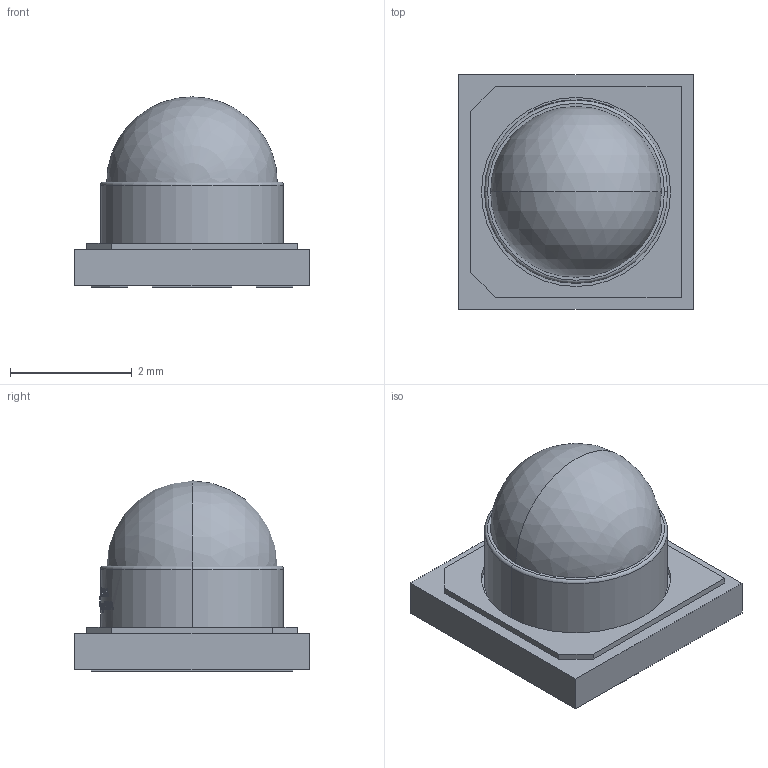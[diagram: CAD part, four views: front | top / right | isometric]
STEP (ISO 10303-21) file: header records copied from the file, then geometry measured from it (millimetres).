
FILE_DESCRIPTION (( 'STEP AP214' ), '1' );
FILE_NAME ('LED-SMD_3P-L3.85-W3.85-XL-TD3838UVA1-A4.STEP', '2025-07-14T08:13:10', ( '' ), ( '' ), 'SwSTEP 2.0', 'SolidWorks 2020', '' );
FILE_SCHEMA (( 'AUTOMOTIVE_DESIGN' ));
Length unit declared in the file: millimetre
Products named in the file (1): LED-SMD_3P-L3.85-W3.85-XL-TD3838UVA1-A4
Bounding box: 3.85 x 3.85 x 3.12 mm (x, y, z)
Volume: 23 mm3; surface area: 58.1 mm2
Topology: 1 solids, 1 shells, 261 faces, 702 edges, 467 vertices
Faces by surface type: bspline 121, plane 113, cylinder 23, torus 2, sphere 2
Entity records: 11698 total; most frequent: CARTESIAN_POINT 3289, ORIENTED_EDGE 1396, DIRECTION 699, EDGE_CURVE 698, VERTEX_POINT 465, B_SPLINE_CURVE_WITH_KNOTS 391, EDGE_LOOP 287, UNCERTAINTY_MEASURE_WITH_UNIT 264
